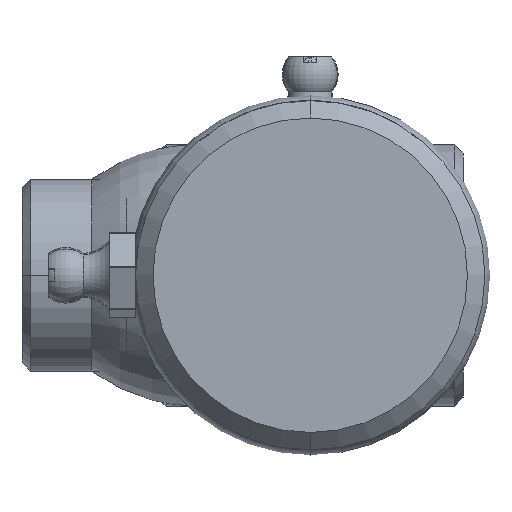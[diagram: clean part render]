
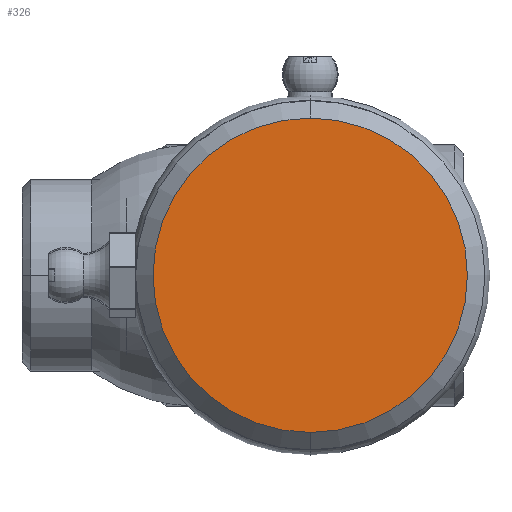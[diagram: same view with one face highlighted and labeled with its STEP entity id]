
A CAD part, left-side view. The second image highlights one B-rep face of the part: STEP entity #326.
In plain terms, the highlighted planar face has unit normal (-1, 0, 0).
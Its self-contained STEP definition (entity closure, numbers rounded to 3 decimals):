
#320 = ORIENTED_EDGE ( 'NONE', *, *, #3243, .T. ) ;
#326 = ADVANCED_FACE ( 'NONE', ( #1447 ), #1445, .F. ) ;
#329 = EDGE_CURVE ( 'NONE', #3245, #3244, #1501, .T. ) ;
#330 = EDGE_LOOP ( 'NONE', ( #340, #320 ) ) ;
#340 = ORIENTED_EDGE ( 'NONE', *, *, #329, .T. ) ;
#1441 = DIRECTION ( 'NONE',  ( 0., 0., -1. ) ) ;
#1442 = DIRECTION ( 'NONE',  ( 1., 0., 0. ) ) ;
#1443 = CARTESIAN_POINT ( 'NONE',  ( -32., 18., 0. ) ) ;
#1444 = AXIS2_PLACEMENT_3D ( 'NONE', #1443, #1442, #1441 ) ;
#1445 = PLANE ( 'NONE',  #1444 ) ;
#1447 = FACE_OUTER_BOUND ( 'NONE', #330, .T. ) ;
#1498 = DIRECTION ( 'NONE',  ( 0., 0., 1. ) ) ;
#1499 = DIRECTION ( 'NONE',  ( -1., 0., 0. ) ) ;
#1500 = AXIS2_PLACEMENT_3D ( 'NONE', #1506, #1499, #1498 ) ;
#1501 = CIRCLE ( 'NONE', #1500, 18. ) ;
#1506 = CARTESIAN_POINT ( 'NONE',  ( -32., 0., 0. ) ) ;
#3243 = EDGE_CURVE ( 'NONE', #3244, #3245, #3974, .T. ) ;
#3244 = VERTEX_POINT ( 'NONE', #3969 ) ;
#3245 = VERTEX_POINT ( 'NONE', #3968 ) ;
#3968 = CARTESIAN_POINT ( 'NONE',  ( -32., 0., -18. ) ) ;
#3969 = CARTESIAN_POINT ( 'NONE',  ( -32., 0., 18. ) ) ;
#3970 = DIRECTION ( 'NONE',  ( 0., 0., 1. ) ) ;
#3971 = DIRECTION ( 'NONE',  ( -1., 0., 0. ) ) ;
#3972 = CARTESIAN_POINT ( 'NONE',  ( -32., 0., 0. ) ) ;
#3973 = AXIS2_PLACEMENT_3D ( 'NONE', #3972, #3971, #3970 ) ;
#3974 = CIRCLE ( 'NONE', #3973, 18. ) ;
